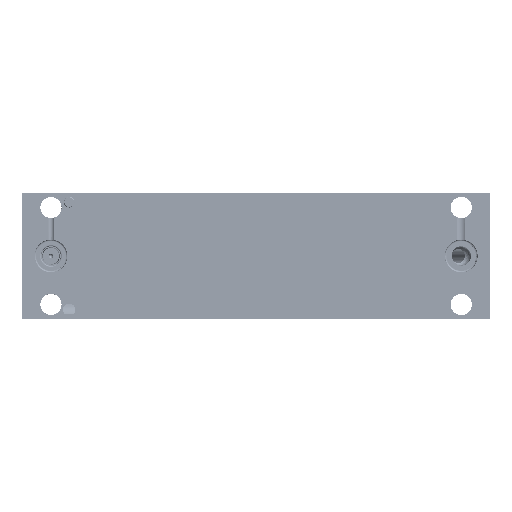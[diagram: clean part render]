
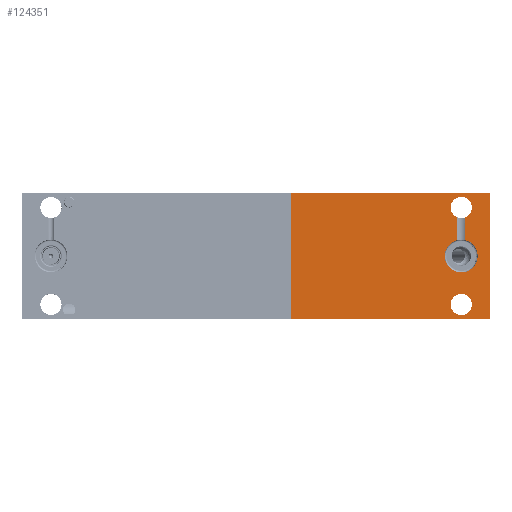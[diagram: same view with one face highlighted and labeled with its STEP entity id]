
A CAD part, front view. The second image highlights one B-rep face of the part: STEP entity #124351.
In plain terms, the highlighted planar face has unit normal (0, -1, 0).
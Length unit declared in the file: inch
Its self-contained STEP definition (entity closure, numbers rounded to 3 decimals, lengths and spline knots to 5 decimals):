
#4209 = VERTEX_POINT ( 'NONE', #187092 ) ;
#4571 = DIRECTION ( 'NONE',  ( 0., 0., -1. ) ) ;
#11575 = ORIENTED_EDGE ( 'NONE', *, *, #142345, .T. ) ;
#14341 = CARTESIAN_POINT ( 'NONE',  ( 1.89915, 0.35562, 3.3007 ) ) ;
#15152 = CARTESIAN_POINT ( 'NONE',  ( 3.36524, 0.35562, 4.00168 ) ) ;
#16944 = LINE ( 'NONE', #92845, #18546 ) ;
#18546 = VECTOR ( 'NONE', #185938, 39.37008 ) ;
#19517 = VERTEX_POINT ( 'NONE', #115958 ) ;
#27892 = LINE ( 'NONE', #122408, #34580 ) ;
#30630 = VECTOR ( 'NONE', #288213, 39.37008 ) ;
#33145 = CIRCLE ( 'NONE', #137124, 0.0935 ) ;
#34580 = VECTOR ( 'NONE', #4571, 39.37008 ) ;
#41544 = ORIENTED_EDGE ( 'NONE', *, *, #125719, .F. ) ;
#45118 = DIRECTION ( 'NONE',  ( 0., 0., 1. ) ) ;
#48288 = EDGE_CURVE ( 'NONE', #19517, #88130, #179402, .T. ) ;
#53186 = EDGE_CURVE ( 'NONE', #131179, #256271, #33145, .T. ) ;
#54944 = EDGE_CURVE ( 'NONE', #4209, #138060, #173518, .T. ) ;
#57138 = ORIENTED_EDGE ( 'NONE', *, *, #302559, .F. ) ;
#57845 = FACE_BOUND ( 'NONE', #65160, .T. ) ;
#59323 = FACE_BOUND ( 'NONE', #165114, .T. ) ;
#60476 = DIRECTION ( 'NONE',  ( 0., 0., -1. ) ) ;
#63261 = CARTESIAN_POINT ( 'NONE',  ( 3.39915, 0.35562, 3.4327 ) ) ;
#64537 = CARTESIAN_POINT ( 'NONE',  ( 3.43306, 0.35562, 3.9147 ) ) ;
#65160 = EDGE_LOOP ( 'NONE', ( #57138, #249905, #67145, #104119, #205576 ) ) ;
#67145 = ORIENTED_EDGE ( 'NONE', *, *, #228473, .F. ) ;
#75739 = VECTOR ( 'NONE', #248999, 39.37008 ) ;
#81986 = DIRECTION ( 'NONE',  ( 0., 1., 0. ) ) ;
#88130 = VERTEX_POINT ( 'NONE', #122161 ) ;
#92845 = CARTESIAN_POINT ( 'NONE',  ( 1.89915, 0.35562, 4.4207 ) ) ;
#95359 = AXIS2_PLACEMENT_3D ( 'NONE', #244022, #264315, #289152 ) ;
#97316 = ORIENTED_EDGE ( 'NONE', *, *, #248917, .F. ) ;
#102165 = DIRECTION ( 'NONE',  ( 0., 1., 0. ) ) ;
#103582 = CARTESIAN_POINT ( 'NONE',  ( 1.89915, 0.35562, 4.4207 ) ) ;
#104119 = ORIENTED_EDGE ( 'NONE', *, *, #228704, .T. ) ;
#106450 = CARTESIAN_POINT ( 'NONE',  ( 3.65315, 0.35562, 3.3007 ) ) ;
#107363 = DIRECTION ( 'NONE',  ( 0., 0., -1. ) ) ;
#109688 = VERTEX_POINT ( 'NONE', #156106 ) ;
#111123 = CARTESIAN_POINT ( 'NONE',  ( 3.39915, 0.35562, 3.8607 ) ) ;
#113055 = AXIS2_PLACEMENT_3D ( 'NONE', #14341, #228261, #107363 ) ;
#115958 = CARTESIAN_POINT ( 'NONE',  ( 3.39915, 0.35562, 3.3392 ) ) ;
#118644 = CIRCLE ( 'NONE', #158207, 0.0935 ) ;
#122161 = CARTESIAN_POINT ( 'NONE',  ( 3.39915, 0.35562, 3.5262 ) ) ;
#122408 = CARTESIAN_POINT ( 'NONE',  ( 3.65315, 0.35562, 4.4207 ) ) ;
#124351 = ADVANCED_FACE ( 'NONE', ( #59323, #57845, #296519 ), #156931, .T. ) ;
#125719 = EDGE_CURVE ( 'NONE', #109688, #300379, #27892, .T. ) ;
#128614 = EDGE_CURVE ( 'NONE', #182126, #109688, #199671, .T. ) ;
#131179 = VERTEX_POINT ( 'NONE', #222339 ) ;
#131828 = CARTESIAN_POINT ( 'NONE',  ( 3.36524, 0.35562, 3.9147 ) ) ;
#133877 = AXIS2_PLACEMENT_3D ( 'NONE', #111123, #232026, #137479 ) ;
#137000 = VECTOR ( 'NONE', #60476, 39.37008 ) ;
#137124 = AXIS2_PLACEMENT_3D ( 'NONE', #186254, #257433, #45118 ) ;
#137390 = CARTESIAN_POINT ( 'NONE',  ( 1.89915, 0.35562, 3.3007 ) ) ;
#137479 = DIRECTION ( 'NONE',  ( 0., 0., 1. ) ) ;
#138060 = VERTEX_POINT ( 'NONE', #15152 ) ;
#142345 = EDGE_CURVE ( 'NONE', #88130, #19517, #118644, .T. ) ;
#156106 = CARTESIAN_POINT ( 'NONE',  ( 3.65315, 0.35562, 4.4207 ) ) ;
#156425 = CARTESIAN_POINT ( 'NONE',  ( 1.89915, 0.35562, 4.4207 ) ) ;
#156931 = PLANE ( 'NONE',  #113055 ) ;
#158207 = AXIS2_PLACEMENT_3D ( 'NONE', #63261, #81986, #247754 ) ;
#159457 = EDGE_CURVE ( 'NONE', #300379, #266777, #300213, .T. ) ;
#160814 = ORIENTED_EDGE ( 'NONE', *, *, #128614, .F. ) ;
#165114 = EDGE_LOOP ( 'NONE', ( #11575, #207458 ) ) ;
#173518 = CIRCLE ( 'NONE', #133877, 0.145 ) ;
#174956 = CARTESIAN_POINT ( 'NONE',  ( 3.39915, 0.35562, 4.2887 ) ) ;
#179402 = CIRCLE ( 'NONE', #95359, 0.0935 ) ;
#182126 = VERTEX_POINT ( 'NONE', #156425 ) ;
#185938 = DIRECTION ( 'NONE',  ( 0., 0., 1. ) ) ;
#186254 = CARTESIAN_POINT ( 'NONE',  ( 3.39915, 0.35562, 4.2887 ) ) ;
#186291 = CARTESIAN_POINT ( 'NONE',  ( 3.43306, 0.35562, 4.20157 ) ) ;
#187092 = CARTESIAN_POINT ( 'NONE',  ( 3.43306, 0.35562, 4.00168 ) ) ;
#199671 = LINE ( 'NONE', #103582, #30630 ) ;
#205576 = ORIENTED_EDGE ( 'NONE', *, *, #53186, .T. ) ;
#206934 = ORIENTED_EDGE ( 'NONE', *, *, #159457, .F. ) ;
#207458 = ORIENTED_EDGE ( 'NONE', *, *, #48288, .T. ) ;
#222339 = CARTESIAN_POINT ( 'NONE',  ( 3.39915, 0.35562, 4.3822 ) ) ;
#222510 = CARTESIAN_POINT ( 'NONE',  ( 1.89915, 0.35562, 3.3007 ) ) ;
#228261 = DIRECTION ( 'NONE',  ( 0., -1., 0. ) ) ;
#228473 = EDGE_CURVE ( 'NONE', #242420, #138060, #229464, .T. ) ;
#228704 = EDGE_CURVE ( 'NONE', #242420, #131179, #266017, .T. ) ;
#229464 = LINE ( 'NONE', #131828, #137000 ) ;
#231938 = DIRECTION ( 'NONE',  ( -1., 0., 0. ) ) ;
#232026 = DIRECTION ( 'NONE',  ( 0., 1., 0. ) ) ;
#242420 = VERTEX_POINT ( 'NONE', #291439 ) ;
#244022 = CARTESIAN_POINT ( 'NONE',  ( 3.39915, 0.35562, 3.4327 ) ) ;
#246183 = DIRECTION ( 'NONE',  ( 0., 0., 1. ) ) ;
#247501 = EDGE_LOOP ( 'NONE', ( #97316, #206934, #41544, #160814 ) ) ;
#247754 = DIRECTION ( 'NONE',  ( 0., 0., 1. ) ) ;
#248917 = EDGE_CURVE ( 'NONE', #266777, #182126, #16944, .T. ) ;
#248999 = DIRECTION ( 'NONE',  ( 0., 0., 1. ) ) ;
#249905 = ORIENTED_EDGE ( 'NONE', *, *, #54944, .T. ) ;
#252554 = VECTOR ( 'NONE', #231938, 39.37008 ) ;
#256271 = VERTEX_POINT ( 'NONE', #186291 ) ;
#257433 = DIRECTION ( 'NONE',  ( 0., 1., 0. ) ) ;
#264315 = DIRECTION ( 'NONE',  ( 0., 1., 0. ) ) ;
#266017 = CIRCLE ( 'NONE', #280840, 0.0935 ) ;
#266777 = VERTEX_POINT ( 'NONE', #222510 ) ;
#275424 = LINE ( 'NONE', #64537, #75739 ) ;
#280840 = AXIS2_PLACEMENT_3D ( 'NONE', #174956, #102165, #246183 ) ;
#288213 = DIRECTION ( 'NONE',  ( 1., 0., 0. ) ) ;
#289152 = DIRECTION ( 'NONE',  ( 0., 0., 1. ) ) ;
#291439 = CARTESIAN_POINT ( 'NONE',  ( 3.36524, 0.35562, 4.20157 ) ) ;
#296519 = FACE_OUTER_BOUND ( 'NONE', #247501, .T. ) ;
#300213 = LINE ( 'NONE', #137390, #252554 ) ;
#300379 = VERTEX_POINT ( 'NONE', #106450 ) ;
#302559 = EDGE_CURVE ( 'NONE', #4209, #256271, #275424, .T. ) ;
